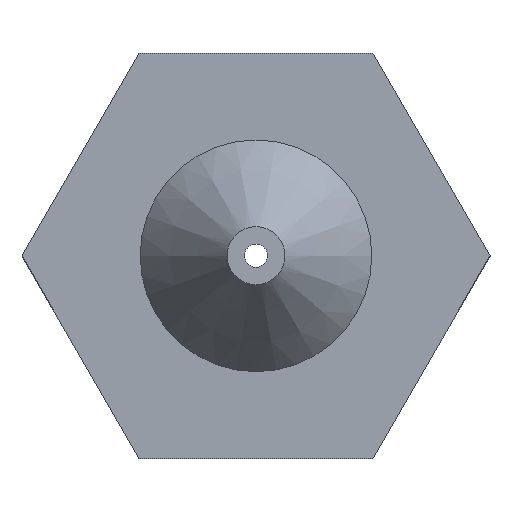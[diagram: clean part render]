
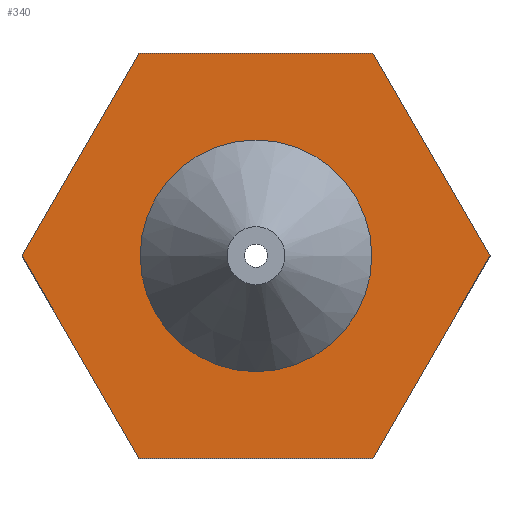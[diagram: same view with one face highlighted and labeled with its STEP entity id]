
A CAD part, top view. The second image highlights one B-rep face of the part: STEP entity #340.
In plain terms, the highlighted planar face has unit normal (0, 0, 1).
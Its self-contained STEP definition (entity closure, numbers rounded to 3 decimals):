
#18=FACE_BOUND('',#77,.T.);
#29=PLANE('',#392);
#53=FACE_OUTER_BOUND('',#76,.T.);
#76=EDGE_LOOP('',(#302,#303,#304,#305,#306,#307));
#77=EDGE_LOOP('',(#308,#309));
#91=LINE('',#564,#118);
#94=LINE('',#570,#121);
#97=LINE('',#576,#124);
#100=LINE('',#582,#127);
#103=LINE('',#588,#130);
#106=LINE('',#592,#133);
#118=VECTOR('',#469,10.);
#121=VECTOR('',#474,10.);
#124=VECTOR('',#479,10.);
#127=VECTOR('',#484,10.);
#130=VECTOR('',#489,10.);
#133=VECTOR('',#494,10.);
#150=CIRCLE('',#384,2.);
#151=CIRCLE('',#385,2.);
#168=VERTEX_POINT('',#552);
#169=VERTEX_POINT('',#554);
#172=VERTEX_POINT('',#561);
#173=VERTEX_POINT('',#563);
#175=VERTEX_POINT('',#569);
#177=VERTEX_POINT('',#575);
#179=VERTEX_POINT('',#581);
#181=VERTEX_POINT('',#587);
#207=EDGE_CURVE('',#169,#168,#150,.T.);
#208=EDGE_CURVE('',#168,#169,#151,.T.);
#211=EDGE_CURVE('',#173,#172,#91,.T.);
#214=EDGE_CURVE('',#175,#173,#94,.T.);
#217=EDGE_CURVE('',#177,#175,#97,.T.);
#220=EDGE_CURVE('',#179,#177,#100,.T.);
#223=EDGE_CURVE('',#181,#179,#103,.T.);
#226=EDGE_CURVE('',#172,#181,#106,.T.);
#302=ORIENTED_EDGE('',*,*,#226,.T.);
#303=ORIENTED_EDGE('',*,*,#223,.T.);
#304=ORIENTED_EDGE('',*,*,#220,.T.);
#305=ORIENTED_EDGE('',*,*,#217,.T.);
#306=ORIENTED_EDGE('',*,*,#214,.T.);
#307=ORIENTED_EDGE('',*,*,#211,.T.);
#308=ORIENTED_EDGE('',*,*,#207,.T.);
#309=ORIENTED_EDGE('',*,*,#208,.T.);
#340=ADVANCED_FACE('',(#53,#18),#29,.T.);
#384=AXIS2_PLACEMENT_3D('',#555,#461,#462);
#385=AXIS2_PLACEMENT_3D('',#556,#463,#464);
#392=AXIS2_PLACEMENT_3D('',#593,#495,#496);
#461=DIRECTION('center_axis',(0.,0.,-1.));
#462=DIRECTION('ref_axis',(-1.,0.,0.));
#463=DIRECTION('center_axis',(0.,0.,-1.));
#464=DIRECTION('ref_axis',(-1.,0.,0.));
#469=DIRECTION('',(1.,0.,0.));
#474=DIRECTION('',(0.5,-0.866,0.));
#479=DIRECTION('',(-0.5,-0.866,0.));
#484=DIRECTION('',(-1.,0.,0.));
#489=DIRECTION('',(-0.5,0.866,0.));
#494=DIRECTION('',(0.5,0.866,0.));
#495=DIRECTION('center_axis',(0.,0.,1.));
#496=DIRECTION('ref_axis',(1.,0.,0.));
#552=CARTESIAN_POINT('',(2.,0.,3.5));
#554=CARTESIAN_POINT('',(-2.,0.,3.5));
#555=CARTESIAN_POINT('Origin',(0.,0.,3.5));
#556=CARTESIAN_POINT('Origin',(0.,0.,3.5));
#561=CARTESIAN_POINT('',(2.021,-3.5,3.5));
#563=CARTESIAN_POINT('',(-2.021,-3.5,3.5));
#564=CARTESIAN_POINT('',(-2.021,-3.5,3.5));
#569=CARTESIAN_POINT('',(-4.041,0.,3.5));
#570=CARTESIAN_POINT('',(-4.041,0.,3.5));
#575=CARTESIAN_POINT('',(-2.021,3.5,3.5));
#576=CARTESIAN_POINT('',(-2.021,3.5,3.5));
#581=CARTESIAN_POINT('',(2.021,3.5,3.5));
#582=CARTESIAN_POINT('',(2.021,3.5,3.5));
#587=CARTESIAN_POINT('',(4.041,0.,3.5));
#588=CARTESIAN_POINT('',(4.041,0.,3.5));
#592=CARTESIAN_POINT('',(2.021,-3.5,3.5));
#593=CARTESIAN_POINT('Origin',(0.,0.,3.5));
